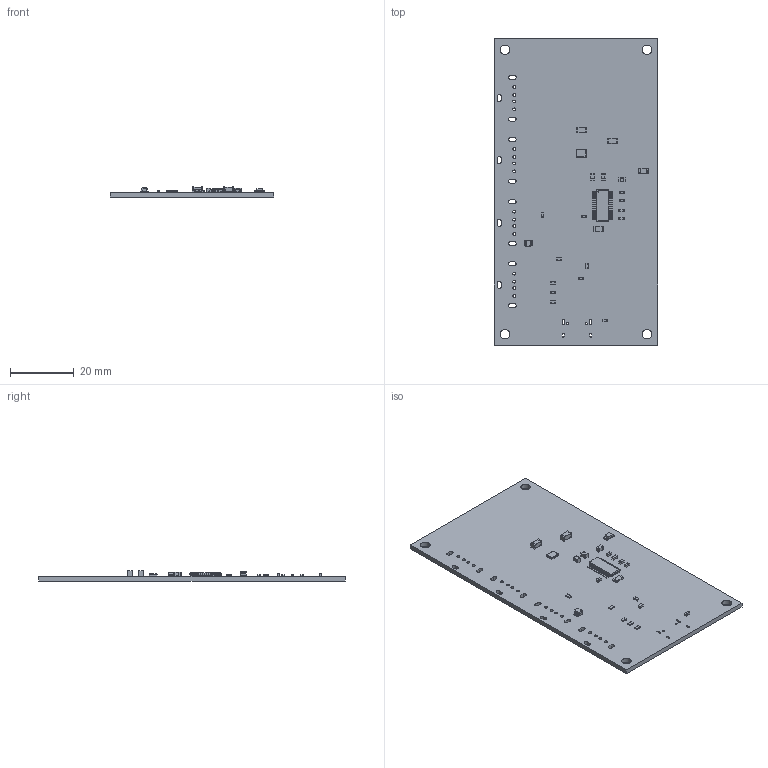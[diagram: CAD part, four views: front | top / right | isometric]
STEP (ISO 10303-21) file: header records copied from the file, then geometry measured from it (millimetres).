
FILE_DESCRIPTION(('KiCad electronic assembly'),'2;1');
FILE_NAME('barehub.step','2026-02-22T16:18:45',('Pcbnew'),('Kicad'), 'Open CASCADE STEP processor 7.6','KiCad to STEP converter','Unknown' );
FILE_SCHEMA(('AUTOMOTIVE_DESIGN { 1 0 10303 214 1 1 1 1 }'));
Length unit declared in the file: millimetre
Products named in the file (11): barehub 1; R_0603_1608Metric; C_0603_1608Metric; SSOP-28_3.9x9.9mm_P0.635mm; LED_1206_3216Metric; Crystal_SMD_3225-4Pin_3.2x2.5mm; C_1206_3216Metric; C_0805_2012Metric; SMF05CT1G; Fuse_1206_3216Metric; barehub_PCB
Assembly tree (24 placements, depth 2):
  barehub 1
    R_0603_1608Metric  x6
    C_0603_1608Metric  x7
    SSOP-28_3.9x9.9mm_P0.635mm
    LED_1206_3216Metric
    Crystal_SMD_3225-4Pin_3.2x2.5mm
    C_1206_3216Metric  x2
    C_0805_2012Metric  x3
    SMF05CT1G
    Fuse_1206_3216Metric
    barehub_PCB
Bounding box: 51.4 x 96.2 x 3.19 mm (x, y, z)
Volume: 7442.3 mm3; surface area: 10821 mm2
Topology: 31 solids, 31 shells, 1236 faces, 3276 edges, 2131 vertices
Faces by surface type: plane 733, cylinder 386, bspline 117
Full cylindrical faces by diameter (mm): 0.65 x2, 0.9 x16, 3 x4
Entity records: 26596 total; most frequent: CARTESIAN_POINT 5413, ORIENTED_EDGE 4576, DIRECTION 4017, EDGE_CURVE 2288, LINE 1539, VECTOR 1539, VERTEX_POINT 1479, AXIS2_PLACEMENT_3D 1239
